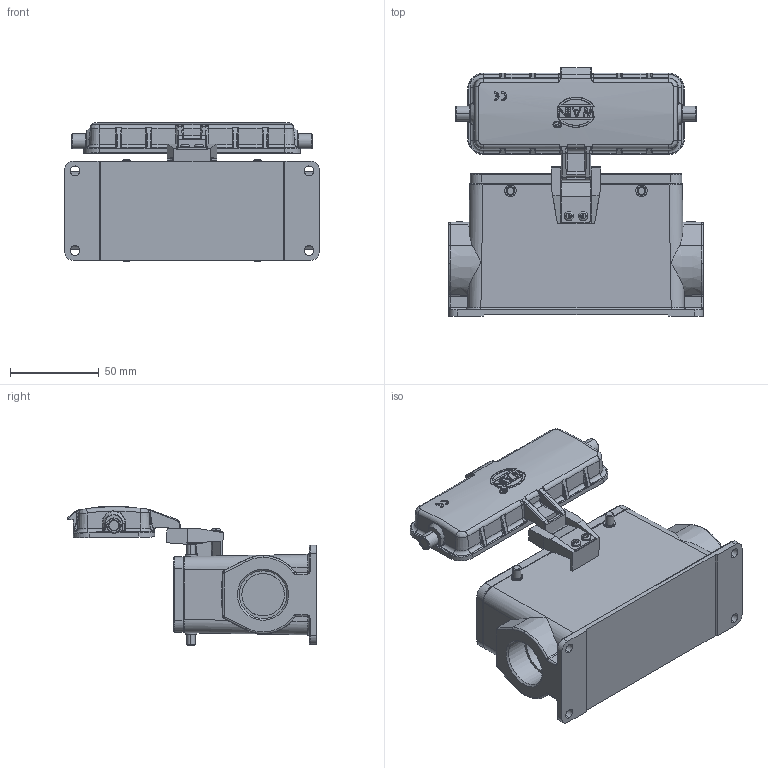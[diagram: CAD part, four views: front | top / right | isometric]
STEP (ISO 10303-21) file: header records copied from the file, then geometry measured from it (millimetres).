
FILE_DESCRIPTION(/* description */ (''),/* implementation_level */ '2;1');
FILE_NAME(/* name */ '3D_1240242705111_HV24B-SFH-4B-MCV-PG21_V1.1.STP',/* time_stamp */ '2024-01-16T13:28:36+08:00',/* author */ (''),/* organization */ (''),/* preprocessor_version */ 'ST-DEVELOPER v18.1',/* originating_system */ 'SIEMENS PLM Software NX 1980',/* authorisation */ '');
FILE_SCHEMA (('AUTOMOTIVE_DESIGN { 1 0 10303 214 3 1 1 1 }'));
Products named in the file (1): 145931BC337Cbxxt
Bounding box: 144 x 140.29 x 78.68 mm (x, y, z)
Volume: 227052.1 mm3; surface area: 97058.9 mm2
Topology: 17 solids, 17 shells, 1470 faces, 3677 edges, 2285 vertices
Faces by surface type: cylinder 600, plane 436, torus 251, bspline 106, cone 61, extrusion 9, sphere 7
Full cylindrical faces by diameter (mm): 4 x2, 24 x1, 26.9 x1
Entity records: 57250 total; most frequent: CARTESIAN_POINT 24705, ORIENTED_EDGE 7332, DIRECTION 5896, EDGE_CURVE 3666, VERTEX_POINT 2283, AXIS2_PLACEMENT_3D 2257, EDGE_LOOP 1557, ADVANCED_FACE 1470
